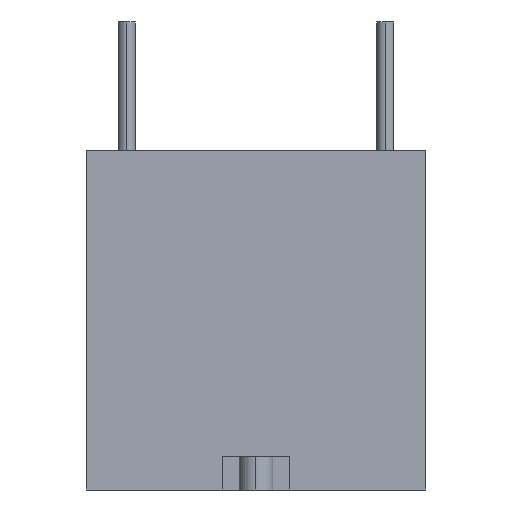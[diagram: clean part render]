
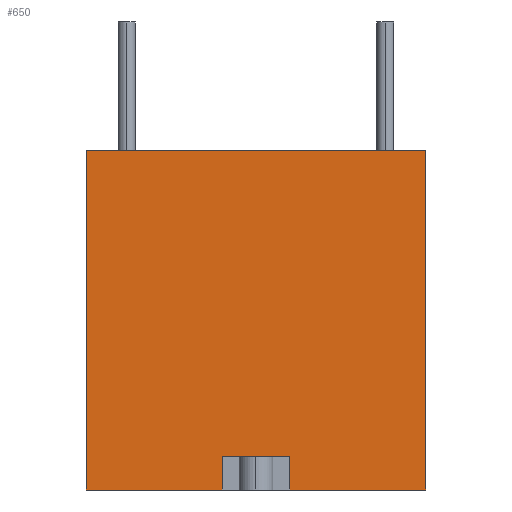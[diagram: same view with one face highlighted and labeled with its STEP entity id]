
A CAD part, left-side view. The second image highlights one B-rep face of the part: STEP entity #650.
In plain terms, the highlighted planar face has unit normal (-1, 0, 0).
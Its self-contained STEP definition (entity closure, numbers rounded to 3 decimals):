
#72=DIRECTION('',(0.,-1.,0.));
#73=VECTOR('',#72,10.);
#74=CARTESIAN_POINT('',(-10.,5.,0.));
#75=LINE('',#74,#73);
#156=DIRECTION('',(0.,-1.,0.));
#157=VECTOR('',#156,2.);
#158=CARTESIAN_POINT('',(-10.,1.,-9.));
#159=LINE('',#158,#157);
#160=DIRECTION('',(0.,0.,1.));
#161=VECTOR('',#160,1.);
#162=CARTESIAN_POINT('',(-10.,1.,-10.));
#163=LINE('',#162,#161);
#164=DIRECTION('',(0.,0.,-1.));
#165=VECTOR('',#164,10.);
#166=CARTESIAN_POINT('',(-10.,5.,0.));
#167=LINE('',#166,#165);
#168=DIRECTION('',(0.,0.,1.));
#169=VECTOR('',#168,1.);
#170=CARTESIAN_POINT('',(-10.,-1.,-10.));
#171=LINE('',#170,#169);
#216=DIRECTION('',(0.,-1.,0.));
#217=VECTOR('',#216,4.);
#218=CARTESIAN_POINT('',(-10.,5.,-10.));
#219=LINE('',#218,#217);
#232=DIRECTION('',(0.,-1.,0.));
#233=VECTOR('',#232,4.);
#234=CARTESIAN_POINT('',(-10.,-1.,-10.));
#235=LINE('',#234,#233);
#290=DIRECTION('',(0.,0.,-1.));
#291=VECTOR('',#290,10.);
#292=CARTESIAN_POINT('',(-10.,-5.,0.));
#293=LINE('',#292,#291);
#450=CARTESIAN_POINT('',(-10.,5.,0.));
#451=CARTESIAN_POINT('',(-10.,-5.,0.));
#452=VERTEX_POINT('',#450);
#453=VERTEX_POINT('',#451);
#458=CARTESIAN_POINT('',(-10.,-5.,-10.));
#460=VERTEX_POINT('',#458);
#463=CARTESIAN_POINT('',(-10.,5.,-10.));
#465=VERTEX_POINT('',#463);
#506=CARTESIAN_POINT('',(-10.,1.,-10.));
#508=VERTEX_POINT('',#506);
#512=CARTESIAN_POINT('',(-10.,-1.,-10.));
#513=VERTEX_POINT('',#512);
#514=CARTESIAN_POINT('',(-10.,1.,-9.));
#515=CARTESIAN_POINT('',(-10.,-1.,-9.));
#516=VERTEX_POINT('',#514);
#517=VERTEX_POINT('',#515);
#628=CARTESIAN_POINT('',(-10.,5.,0.));
#629=DIRECTION('',(-1.,0.,0.));
#630=DIRECTION('',(0.,-1.,0.));
#631=AXIS2_PLACEMENT_3D('',#628,#629,#630);
#632=PLANE('',#631);
#634=ORIENTED_EDGE('',*,*,#633,.F.);
#636=ORIENTED_EDGE('',*,*,#635,.F.);
#638=ORIENTED_EDGE('',*,*,#637,.F.);
#640=ORIENTED_EDGE('',*,*,#639,.F.);
#641=ORIENTED_EDGE('',*,*,#575,.T.);
#643=ORIENTED_EDGE('',*,*,#642,.T.);
#645=ORIENTED_EDGE('',*,*,#644,.F.);
#647=ORIENTED_EDGE('',*,*,#646,.T.);
#648=EDGE_LOOP('',(#634,#636,#638,#640,#641,#643,#645,#647));
#649=FACE_OUTER_BOUND('',#648,.F.);
#650=ADVANCED_FACE('',(#649),#632,.T.);
#575=EDGE_CURVE('',#452,#453,#75,.T.);
#633=EDGE_CURVE('',#516,#517,#159,.T.);
#635=EDGE_CURVE('',#508,#516,#163,.T.);
#637=EDGE_CURVE('',#465,#508,#219,.T.);
#639=EDGE_CURVE('',#452,#465,#167,.T.);
#642=EDGE_CURVE('',#453,#460,#293,.T.);
#644=EDGE_CURVE('',#513,#460,#235,.T.);
#646=EDGE_CURVE('',#513,#517,#171,.T.);
